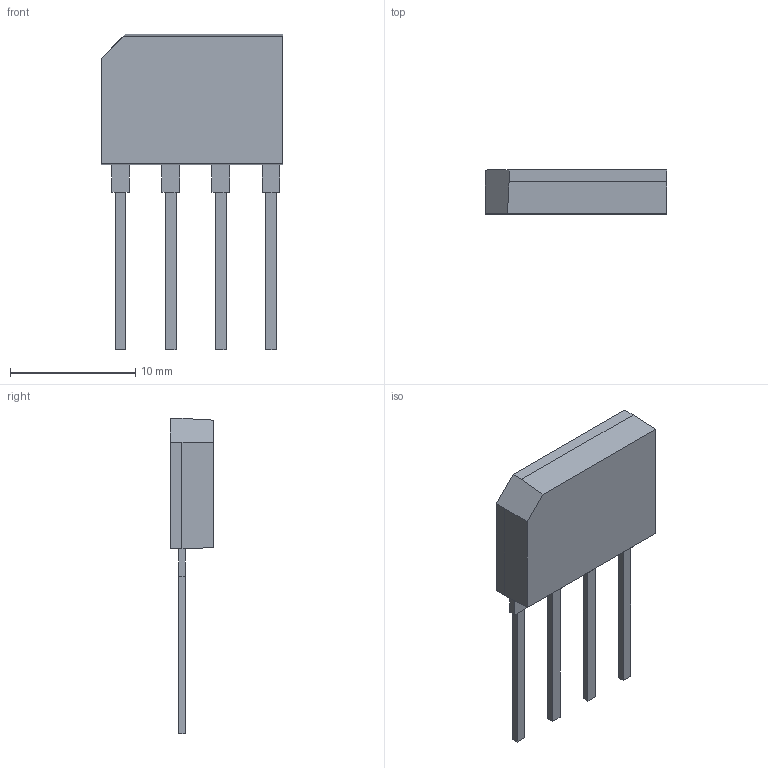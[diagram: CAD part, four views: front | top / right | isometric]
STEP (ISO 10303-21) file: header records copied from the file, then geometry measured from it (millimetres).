
FILE_DESCRIPTION(('FreeCAD Model'),'2;1');
FILE_NAME('KBP20XXG.step' ,'2020-10-23T01:30:24',('Author'),(''), 'Open CASCADE STEP processor 7.4','FreeCAD','Unknown');
FILE_SCHEMA(('AUTOMOTIVE_DESIGN { 1 0 10303 214 1 1 1 1 }'));
Length unit declared in the file: millimetre
Products named in the file (5): Part; Legs; Compound; PointArray; Plastic
Assembly tree (4 placements, depth 3):
  Part
    Legs
      Compound
      PointArray
    Plastic
Bounding box: 14.5 x 3.5 x 25.15 mm (x, y, z)
Volume: 548.2 mm3; surface area: 647.4 mm2
Topology: 5 solids, 5 shells, 59 faces, 128 edges, 83 vertices
Faces by surface type: plane 59
Entity records: 3343 total; most frequent: CARTESIAN_POINT 531, DIRECTION 512, LINE 384, VECTOR 384, ORIENTED_EDGE 256, PCURVE 256, DEFINITIONAL_REPRESENTATION 256, EDGE_CURVE 128
